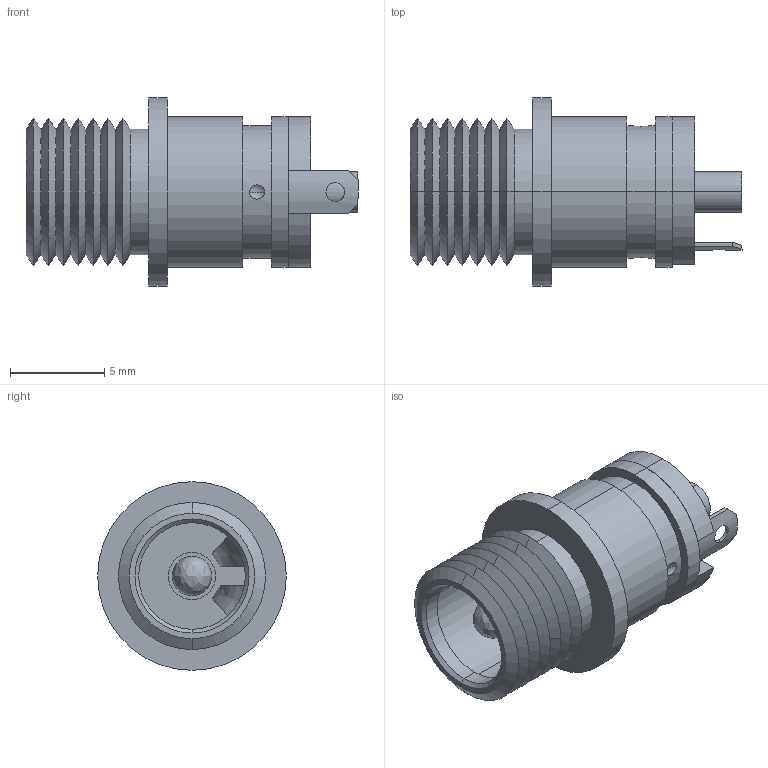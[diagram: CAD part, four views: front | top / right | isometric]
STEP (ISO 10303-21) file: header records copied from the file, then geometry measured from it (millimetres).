
FILE_DESCRIPTION (( 'STEP AP203' ), '1' );
FILE_NAME ('50-00616_revA.STEP', '2019-05-29T18:40:09', ( '' ), ( '' ), 'SwSTEP 2.0', 'SolidWorks 2015', '' );
FILE_SCHEMA (( 'CONFIG_CONTROL_DESIGN' ));
Length unit declared in the file: millimetre
Products named in the file (5): 50-00616 ground terminal; 50-00616 center terminal; 50-00616 insulator; 50-00616 shell; 50-00616_revA
Assembly tree (4 placements, depth 2):
  50-00616_revA
    50-00616 insulator
    50-00616 ground terminal
    50-00616 center terminal
    50-00616 shell
Bounding box: 17.6 x 10 x 10 mm (x, y, z)
Volume: 430.4 mm3; surface area: 1280.3 mm2
Topology: 4 solids, 4 shells, 121 faces, 282 edges, 177 vertices
Faces by surface type: cylinder 48, plane 32, cone 32, bspline 5, sphere 4
Entity records: 4278 total; most frequent: CARTESIAN_POINT 950, DIRECTION 632, ORIENTED_EDGE 556, EDGE_CURVE 278, AXIS2_PLACEMENT_3D 259, VERTEX_POINT 177, EDGE_LOOP 143, CIRCLE 136
